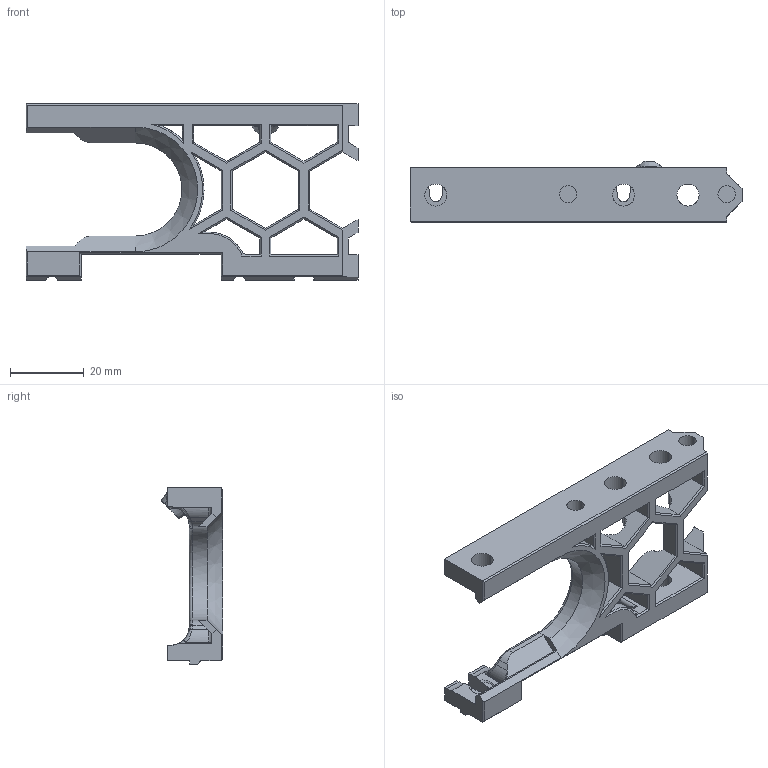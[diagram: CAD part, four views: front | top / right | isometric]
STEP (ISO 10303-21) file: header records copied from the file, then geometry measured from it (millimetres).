
FILE_DESCRIPTION (( 'STEP AP214' ), '1' );
FILE_NAME ('new_front_skirt_two_piece_a.STEP', '2021-10-23T18:28:49', ( '' ), ( '' ), 'SwSTEP 2.0', 'SolidWorks 2021', '' );
FILE_SCHEMA (( 'AUTOMOTIVE_DESIGN' ));
Length unit declared in the file: millimetre
Products named in the file (1): new_front_skirt_two_piece_a
Bounding box: 90.17 x 16.75 x 48 mm (x, y, z)
Volume: 17628.5 mm3; surface area: 11488.7 mm2
Topology: 1 solids, 1 shells, 296 faces, 812 edges, 508 vertices
Faces by surface type: plane 185, cylinder 52, bspline 35, cone 15, torus 9
Entity records: 10445 total; most frequent: CARTESIAN_POINT 3348, ORIENTED_EDGE 1614, DIRECTION 1301, EDGE_CURVE 807, VERTEX_POINT 508, LINE 507, VECTOR 507, AXIS2_PLACEMENT_3D 397
